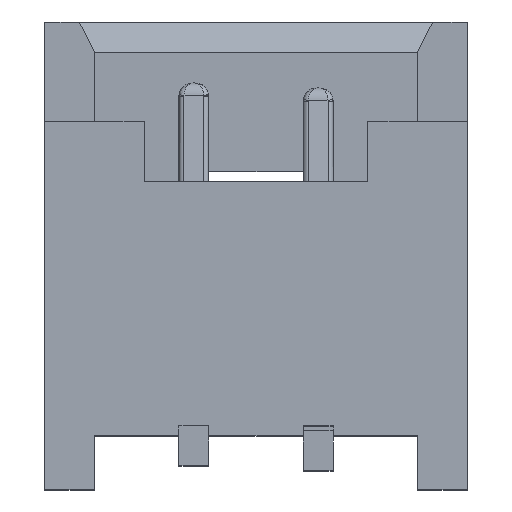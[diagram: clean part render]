
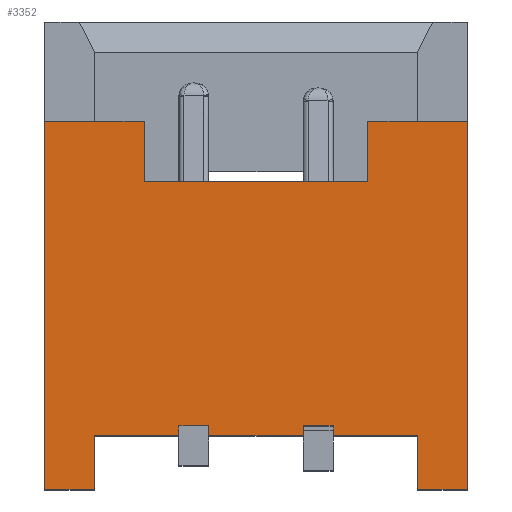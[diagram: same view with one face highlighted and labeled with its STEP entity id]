
A CAD part, top view. The second image highlights one B-rep face of the part: STEP entity #3352.
In plain terms, the highlighted face is planar.
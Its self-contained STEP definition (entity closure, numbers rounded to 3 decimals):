
#429=ORIENTED_EDGE('',*,*,#933,.T.);
#430=ORIENTED_EDGE('',*,*,#930,.T.);
#431=ORIENTED_EDGE('',*,*,#926,.T.);
#432=ORIENTED_EDGE('',*,*,#979,.F.);
#433=ORIENTED_EDGE('',*,*,#983,.F.);
#434=ORIENTED_EDGE('',*,*,#921,.F.);
#435=ORIENTED_EDGE('',*,*,#985,.F.);
#436=ORIENTED_EDGE('',*,*,#847,.T.);
#437=ORIENTED_EDGE('',*,*,#833,.T.);
#438=ORIENTED_EDGE('',*,*,#844,.T.);
#439=ORIENTED_EDGE('',*,*,#1004,.F.);
#440=ORIENTED_EDGE('',*,*,#829,.T.);
#441=ORIENTED_EDGE('',*,*,#894,.T.);
#442=ORIENTED_EDGE('',*,*,#817,.T.);
#443=ORIENTED_EDGE('',*,*,#1005,.F.);
#444=ORIENTED_EDGE('',*,*,#910,.T.);
#445=ORIENTED_EDGE('',*,*,#969,.F.);
#446=ORIENTED_EDGE('',*,*,#982,.T.);
#447=ORIENTED_EDGE('',*,*,#939,.T.);
#448=ORIENTED_EDGE('',*,*,#936,.T.);
#817=EDGE_CURVE('',#1167,#1166,#1384,.T.);
#829=EDGE_CURVE('',#1174,#1178,#1396,.T.);
#833=EDGE_CURVE('',#1180,#1182,#1400,.T.);
#844=EDGE_CURVE('',#1182,#1192,#1411,.T.);
#847=EDGE_CURVE('',#1194,#1180,#1414,.T.);
#894=EDGE_CURVE('',#1178,#1167,#1461,.T.);
#910=EDGE_CURVE('',#1239,#1238,#1477,.T.);
#921=EDGE_CURVE('',#1245,#1244,#1488,.T.);
#926=EDGE_CURVE('',#1249,#1250,#1493,.T.);
#930=EDGE_CURVE('',#1252,#1249,#1497,.T.);
#933=EDGE_CURVE('',#1254,#1252,#1500,.T.);
#936=EDGE_CURVE('',#1256,#1254,#1503,.T.);
#939=EDGE_CURVE('',#1258,#1256,#1506,.T.);
#969=EDGE_CURVE('',#1274,#1238,#1536,.T.);
#979=EDGE_CURVE('',#1281,#1250,#1546,.T.);
#982=EDGE_CURVE('',#1274,#1258,#1549,.T.);
#983=EDGE_CURVE('',#1244,#1281,#1550,.T.);
#985=EDGE_CURVE('',#1194,#1245,#1552,.T.);
#1004=EDGE_CURVE('',#1174,#1192,#1571,.T.);
#1005=EDGE_CURVE('',#1239,#1166,#1572,.T.);
#1166=VERTEX_POINT('',#4249);
#1167=VERTEX_POINT('',#4251);
#1174=VERTEX_POINT('',#4267);
#1178=VERTEX_POINT('',#4275);
#1180=VERTEX_POINT('',#4280);
#1182=VERTEX_POINT('',#4284);
#1192=VERTEX_POINT('',#4307);
#1194=VERTEX_POINT('',#4312);
#1238=VERTEX_POINT('',#4439);
#1239=VERTEX_POINT('',#4441);
#1244=VERTEX_POINT('',#4458);
#1245=VERTEX_POINT('',#4460);
#1249=VERTEX_POINT('',#4472);
#1250=VERTEX_POINT('',#4473);
#1252=VERTEX_POINT('',#4480);
#1254=VERTEX_POINT('',#4486);
#1256=VERTEX_POINT('',#4492);
#1258=VERTEX_POINT('',#4498);
#1274=VERTEX_POINT('',#4555);
#1281=VERTEX_POINT('',#4575);
#1384=LINE('',#4250,#1677);
#1396=LINE('',#4276,#1689);
#1400=LINE('',#4285,#1693);
#1411=LINE('',#4308,#1704);
#1414=LINE('',#4314,#1707);
#1461=LINE('',#4409,#1754);
#1477=LINE('',#4440,#1770);
#1488=LINE('',#4461,#1781);
#1493=LINE('',#4471,#1786);
#1497=LINE('',#4479,#1790);
#1500=LINE('',#4485,#1793);
#1503=LINE('',#4491,#1796);
#1506=LINE('',#4497,#1799);
#1536=LINE('',#4556,#1829);
#1546=LINE('',#4576,#1839);
#1549=LINE('',#4580,#1842);
#1550=LINE('',#4582,#1843);
#1552=LINE('',#4585,#1845);
#1571=LINE('',#4623,#1864);
#1572=LINE('',#4624,#1865);
#1677=VECTOR('',#3614,1000.);
#1689=VECTOR('',#3630,1000.);
#1693=VECTOR('',#3636,1000.);
#1704=VECTOR('',#3651,1000.);
#1707=VECTOR('',#3656,1000.);
#1754=VECTOR('',#3735,1000.);
#1770=VECTOR('',#3757,1000.);
#1781=VECTOR('',#3774,1000.);
#1786=VECTOR('',#3783,1000.);
#1790=VECTOR('',#3789,1000.);
#1793=VECTOR('',#3794,1000.);
#1796=VECTOR('',#3799,1000.);
#1799=VECTOR('',#3804,1000.);
#1829=VECTOR('',#3858,1000.);
#1839=VECTOR('',#3874,1000.);
#1842=VECTOR('',#3879,1000.);
#1843=VECTOR('',#3882,1000.);
#1845=VECTOR('',#3886,1000.);
#1864=VECTOR('',#3921,1000.);
#1865=VECTOR('',#3922,1000.);
#2026=EDGE_LOOP('',(#429,#430,#431,#432,#433,#434,#435,#436,#437,#438,#439,
#440,#441,#442,#443,#444,#445,#446,#447,#448));
#2165=FACE_BOUND('',#2026,.T.);
#2302=PLANE('',#3494);
#3352=ADVANCED_FACE('',(#2165),#2302,.T.);
#3494=AXIS2_PLACEMENT_3D('',#4622,#3919,#3920);
#3614=DIRECTION('',(0.,0.,-1.));
#3630=DIRECTION('',(0.,0.,1.));
#3636=DIRECTION('',(1.,0.,0.));
#3651=DIRECTION('',(0.,0.,-1.));
#3656=DIRECTION('',(0.,0.,1.));
#3735=DIRECTION('',(1.,0.,0.));
#3757=DIRECTION('',(0.,0.,-1.));
#3774=DIRECTION('',(0.,0.,-1.));
#3783=DIRECTION('',(-1.,0.,0.));
#3789=DIRECTION('',(0.,0.,1.));
#3794=DIRECTION('',(-1.,0.,0.));
#3799=DIRECTION('',(0.,0.,-1.));
#3804=DIRECTION('',(-1.,0.,0.));
#3858=DIRECTION('',(-1.,0.,0.));
#3874=DIRECTION('',(0.,0.,1.));
#3879=DIRECTION('',(0.,0.,1.));
#3882=DIRECTION('',(-1.,0.,0.));
#3886=DIRECTION('',(-1.,0.,0.));
#3919=DIRECTION('',(0.,-1.,0.));
#3920=DIRECTION('',(0.,0.,-1.));
#3921=DIRECTION('',(-1.,0.,0.));
#3922=DIRECTION('',(-1.,0.,0.));
#4249=CARTESIAN_POINT('',(0.775,-1.75,-1.81));
#4250=CARTESIAN_POINT('',(0.775,-1.75,-1.71));
#4251=CARTESIAN_POINT('',(0.775,-1.75,-1.71));
#4267=CARTESIAN_POINT('',(0.475,-1.75,-1.81));
#4275=CARTESIAN_POINT('',(0.475,-1.75,-1.71));
#4276=CARTESIAN_POINT('',(0.475,-1.75,-1.81));
#4280=CARTESIAN_POINT('',(-0.775,-1.75,-1.71));
#4284=CARTESIAN_POINT('',(-0.475,-1.75,-1.71));
#4285=CARTESIAN_POINT('',(-0.775,-1.75,-1.71));
#4307=CARTESIAN_POINT('',(-0.475,-1.75,-1.81));
#4308=CARTESIAN_POINT('',(-0.475,-1.75,-1.71));
#4312=CARTESIAN_POINT('',(-0.775,-1.75,-1.81));
#4314=CARTESIAN_POINT('',(-0.775,-1.75,-1.81));
#4409=CARTESIAN_POINT('',(0.475,-1.75,-1.71));
#4439=CARTESIAN_POINT('',(1.625,-1.75,-2.35));
#4440=CARTESIAN_POINT('',(1.625,-1.75,-1.81));
#4441=CARTESIAN_POINT('',(1.625,-1.75,-1.81));
#4458=CARTESIAN_POINT('',(-1.625,-1.75,-2.35));
#4460=CARTESIAN_POINT('',(-1.625,-1.75,-1.81));
#4461=CARTESIAN_POINT('',(-1.625,-1.75,-1.81));
#4471=CARTESIAN_POINT('',(-1.125,-1.75,1.35));
#4472=CARTESIAN_POINT('',(-1.125,-1.75,1.35));
#4473=CARTESIAN_POINT('',(-2.125,-1.75,1.35));
#4479=CARTESIAN_POINT('',(-1.125,-1.75,0.75));
#4480=CARTESIAN_POINT('',(-1.125,-1.75,0.75));
#4485=CARTESIAN_POINT('',(1.125,-1.75,0.75));
#4486=CARTESIAN_POINT('',(1.125,-1.75,0.75));
#4491=CARTESIAN_POINT('',(1.125,-1.75,1.35));
#4492=CARTESIAN_POINT('',(1.125,-1.75,1.35));
#4497=CARTESIAN_POINT('',(2.125,-1.75,1.35));
#4498=CARTESIAN_POINT('',(2.125,-1.75,1.35));
#4555=CARTESIAN_POINT('',(2.125,-1.75,-2.35));
#4556=CARTESIAN_POINT('',(2.125,-1.75,-2.35));
#4575=CARTESIAN_POINT('',(-2.125,-1.75,-2.35));
#4576=CARTESIAN_POINT('',(-2.125,-1.75,-2.35));
#4580=CARTESIAN_POINT('',(2.125,-1.75,-2.35));
#4582=CARTESIAN_POINT('',(2.125,-1.75,-2.35));
#4585=CARTESIAN_POINT('',(1.625,-1.75,-1.81));
#4622=CARTESIAN_POINT('',(2.125,-1.75,-2.35));
#4623=CARTESIAN_POINT('',(1.625,-1.75,-1.81));
#4624=CARTESIAN_POINT('',(1.625,-1.75,-1.81));
